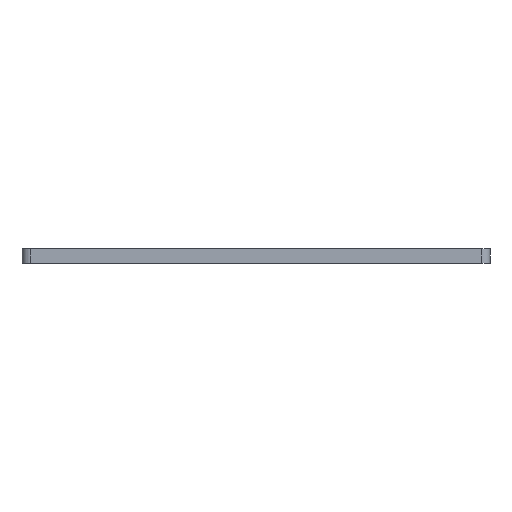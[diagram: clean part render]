
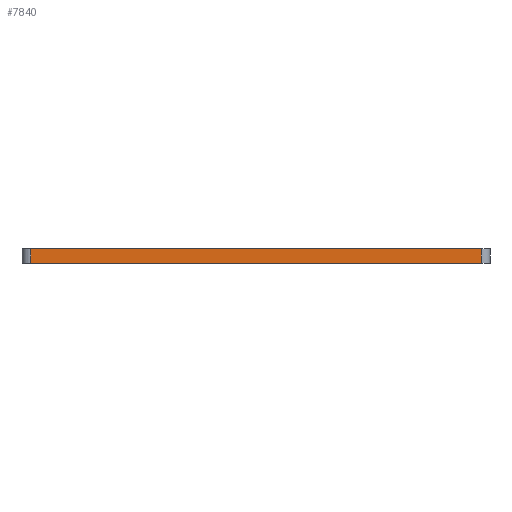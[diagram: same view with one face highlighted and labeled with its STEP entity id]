
A CAD part, left-side view. The second image highlights one B-rep face of the part: STEP entity #7840.
In plain terms, the highlighted planar face has unit normal (-1, 0, 0).
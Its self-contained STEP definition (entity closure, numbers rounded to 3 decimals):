
#83 = PLANE('',#84);
#84 = AXIS2_PLACEMENT_3D('',#85,#86,#87);
#85 = CARTESIAN_POINT('',(147.846,-105.101,1.6));
#86 = DIRECTION('',(-0.,-0.,-1.));
#87 = DIRECTION('',(-1.,0.,0.));
#137 = PLANE('',#138);
#138 = AXIS2_PLACEMENT_3D('',#139,#140,#141);
#139 = CARTESIAN_POINT('',(147.846,-105.101,0.));
#140 = DIRECTION('',(-0.,-0.,-1.));
#141 = DIRECTION('',(-1.,0.,0.));
#419 = VERTEX_POINT('',#420);
#420 = CARTESIAN_POINT('',(114.211,-130.674,0.));
#439 = CYLINDRICAL_SURFACE('',#440,1.);
#440 = AXIS2_PLACEMENT_3D('',#441,#442,#443);
#441 = CARTESIAN_POINT('',(115.211,-130.674,0.));
#442 = DIRECTION('',(-0.,-0.,-1.));
#443 = DIRECTION('',(1.,0.,-0.));
#451 = EDGE_CURVE('',#419,#452,#454,.T.);
#452 = VERTEX_POINT('',#453);
#453 = CARTESIAN_POINT('',(114.211,-79.334,0.));
#454 = SURFACE_CURVE('',#455,(#459,#466),.PCURVE_S1.);
#455 = LINE('',#456,#457);
#456 = CARTESIAN_POINT('',(114.211,-130.674,0.));
#457 = VECTOR('',#458,1.);
#458 = DIRECTION('',(0.,1.,0.));
#459 = PCURVE('',#137,#460);
#460 = DEFINITIONAL_REPRESENTATION('',(#461),#465);
#461 = LINE('',#462,#463);
#462 = CARTESIAN_POINT('',(33.635,-25.572));
#463 = VECTOR('',#464,1.);
#464 = DIRECTION('',(0.,1.));
#465 = ( GEOMETRIC_REPRESENTATION_CONTEXT(2) 
PARAMETRIC_REPRESENTATION_CONTEXT() REPRESENTATION_CONTEXT('2D SPACE',''
  ) );
#466 = PCURVE('',#467,#472);
#467 = PLANE('',#468);
#468 = AXIS2_PLACEMENT_3D('',#469,#470,#471);
#469 = CARTESIAN_POINT('',(114.211,-130.674,0.));
#470 = DIRECTION('',(-1.,0.,0.));
#471 = DIRECTION('',(0.,1.,0.));
#472 = DEFINITIONAL_REPRESENTATION('',(#473),#477);
#473 = LINE('',#474,#475);
#474 = CARTESIAN_POINT('',(0.,0.));
#475 = VECTOR('',#476,1.);
#476 = DIRECTION('',(1.,0.));
#477 = ( GEOMETRIC_REPRESENTATION_CONTEXT(2) 
PARAMETRIC_REPRESENTATION_CONTEXT() REPRESENTATION_CONTEXT('2D SPACE',''
  ) );
#500 = CYLINDRICAL_SURFACE('',#501,1.);
#501 = AXIS2_PLACEMENT_3D('',#502,#503,#504);
#502 = CARTESIAN_POINT('',(115.211,-79.334,0.));
#503 = DIRECTION('',(-0.,-0.,-1.));
#504 = DIRECTION('',(1.,0.,-0.));
#4378 = VERTEX_POINT('',#4379);
#4379 = CARTESIAN_POINT('',(114.211,-130.674,1.6));
#4405 = EDGE_CURVE('',#4378,#4406,#4408,.T.);
#4406 = VERTEX_POINT('',#4407);
#4407 = CARTESIAN_POINT('',(114.211,-79.334,1.6));
#4408 = SURFACE_CURVE('',#4409,(#4413,#4420),.PCURVE_S1.);
#4409 = LINE('',#4410,#4411);
#4410 = CARTESIAN_POINT('',(114.211,-130.674,1.6));
#4411 = VECTOR('',#4412,1.);
#4412 = DIRECTION('',(0.,1.,0.));
#4413 = PCURVE('',#83,#4414);
#4414 = DEFINITIONAL_REPRESENTATION('',(#4415),#4419);
#4415 = LINE('',#4416,#4417);
#4416 = CARTESIAN_POINT('',(33.635,-25.572));
#4417 = VECTOR('',#4418,1.);
#4418 = DIRECTION('',(0.,1.));
#4419 = ( GEOMETRIC_REPRESENTATION_CONTEXT(2) 
PARAMETRIC_REPRESENTATION_CONTEXT() REPRESENTATION_CONTEXT('2D SPACE',''
  ) );
#4420 = PCURVE('',#467,#4421);
#4421 = DEFINITIONAL_REPRESENTATION('',(#4422),#4426);
#4422 = LINE('',#4423,#4424);
#4423 = CARTESIAN_POINT('',(0.,-1.6));
#4424 = VECTOR('',#4425,1.);
#4425 = DIRECTION('',(1.,0.));
#4426 = ( GEOMETRIC_REPRESENTATION_CONTEXT(2) 
PARAMETRIC_REPRESENTATION_CONTEXT() REPRESENTATION_CONTEXT('2D SPACE',''
  ) );
#7792 = EDGE_CURVE('',#452,#4406,#7793,.T.);
#7793 = SURFACE_CURVE('',#7794,(#7798,#7805),.PCURVE_S1.);
#7794 = LINE('',#7795,#7796);
#7795 = CARTESIAN_POINT('',(114.211,-79.334,0.));
#7796 = VECTOR('',#7797,1.);
#7797 = DIRECTION('',(0.,0.,1.));
#7798 = PCURVE('',#500,#7799);
#7799 = DEFINITIONAL_REPRESENTATION('',(#7800),#7804);
#7800 = LINE('',#7801,#7802);
#7801 = CARTESIAN_POINT('',(-3.141,0.));
#7802 = VECTOR('',#7803,1.);
#7803 = DIRECTION('',(-0.,-1.));
#7804 = ( GEOMETRIC_REPRESENTATION_CONTEXT(2) 
PARAMETRIC_REPRESENTATION_CONTEXT() REPRESENTATION_CONTEXT('2D SPACE',''
  ) );
#7805 = PCURVE('',#467,#7806);
#7806 = DEFINITIONAL_REPRESENTATION('',(#7807),#7811);
#7807 = LINE('',#7808,#7809);
#7808 = CARTESIAN_POINT('',(51.34,0.));
#7809 = VECTOR('',#7810,1.);
#7810 = DIRECTION('',(0.,-1.));
#7811 = ( GEOMETRIC_REPRESENTATION_CONTEXT(2) 
PARAMETRIC_REPRESENTATION_CONTEXT() REPRESENTATION_CONTEXT('2D SPACE',''
  ) );
#7840 = ADVANCED_FACE('',(#7841),#467,.T.);
#7841 = FACE_BOUND('',#7842,.T.);
#7842 = EDGE_LOOP('',(#7843,#7864,#7865,#7866));
#7843 = ORIENTED_EDGE('',*,*,#7844,.T.);
#7844 = EDGE_CURVE('',#419,#4378,#7845,.T.);
#7845 = SURFACE_CURVE('',#7846,(#7850,#7857),.PCURVE_S1.);
#7846 = LINE('',#7847,#7848);
#7847 = CARTESIAN_POINT('',(114.211,-130.674,0.));
#7848 = VECTOR('',#7849,1.);
#7849 = DIRECTION('',(0.,0.,1.));
#7850 = PCURVE('',#467,#7851);
#7851 = DEFINITIONAL_REPRESENTATION('',(#7852),#7856);
#7852 = LINE('',#7853,#7854);
#7853 = CARTESIAN_POINT('',(0.,0.));
#7854 = VECTOR('',#7855,1.);
#7855 = DIRECTION('',(0.,-1.));
#7856 = ( GEOMETRIC_REPRESENTATION_CONTEXT(2) 
PARAMETRIC_REPRESENTATION_CONTEXT() REPRESENTATION_CONTEXT('2D SPACE',''
  ) );
#7857 = PCURVE('',#439,#7858);
#7858 = DEFINITIONAL_REPRESENTATION('',(#7859),#7863);
#7859 = LINE('',#7860,#7861);
#7860 = CARTESIAN_POINT('',(-3.141,0.));
#7861 = VECTOR('',#7862,1.);
#7862 = DIRECTION('',(-0.,-1.));
#7863 = ( GEOMETRIC_REPRESENTATION_CONTEXT(2) 
PARAMETRIC_REPRESENTATION_CONTEXT() REPRESENTATION_CONTEXT('2D SPACE',''
  ) );
#7864 = ORIENTED_EDGE('',*,*,#4405,.T.);
#7865 = ORIENTED_EDGE('',*,*,#7792,.F.);
#7866 = ORIENTED_EDGE('',*,*,#451,.F.);
